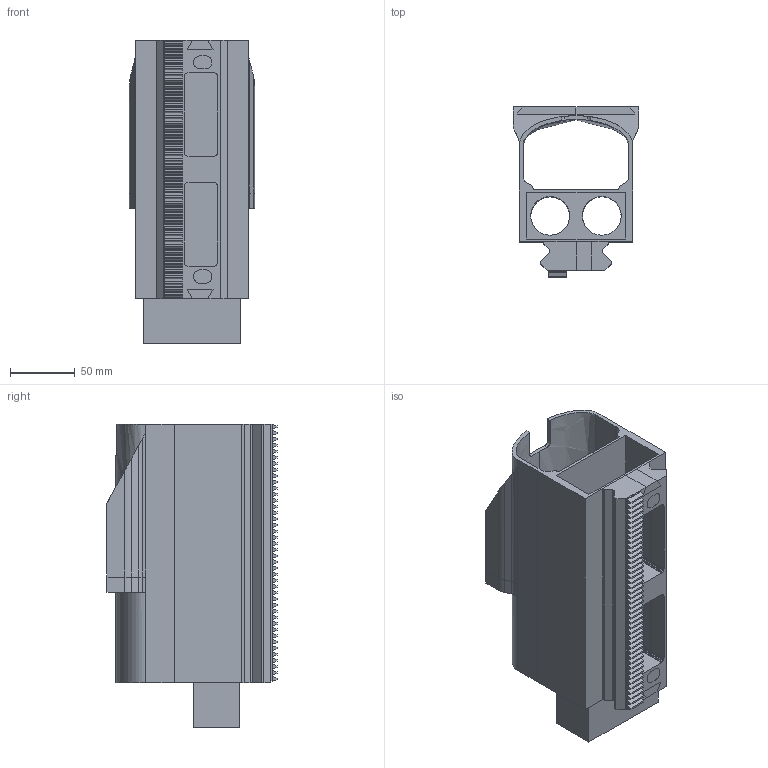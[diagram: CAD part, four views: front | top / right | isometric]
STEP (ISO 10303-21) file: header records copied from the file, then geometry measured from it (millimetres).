
FILE_DESCRIPTION(/* description */ (''),/* implementation_level */ '2;1');
FILE_NAME(/* name */ 'O_MAIN~4',/* time_stamp */ '2025-12-25T23:35:08+08:00',/* author */ (''),/* organization */ (''),/* preprocessor_version */ 'ST-DEVELOPER v16.5',/* originating_system */ '',/* authorisation */ '');
FILE_SCHEMA (('CONFIG_CONTROL_DESIGN'));
Length unit declared in the file: millimetre
Products named in the file (1): Document
Bounding box: 97 x 131.66 x 234.95 mm (x, y, z)
Volume: 754781.4 mm3; surface area: 207754.1 mm2
Topology: 1 solids, 1 shells, 351 faces, 1006 edges, 664 vertices
Faces by surface type: plane 317, cylinder 20, bspline 14
Entity records: 13117 total; most frequent: CARTESIAN_POINT 6392, ORIENTED_EDGE 2008, EDGE_CURVE 1004, B_SPLINE_CURVE_WITH_KNOTS 867, VERTEX_POINT 660, EDGE_LOOP 362, ADVANCED_FACE 351, FACE_OUTER_BOUND 351
